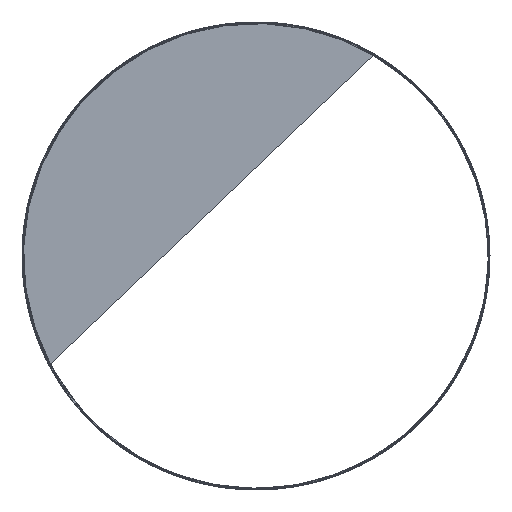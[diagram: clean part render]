
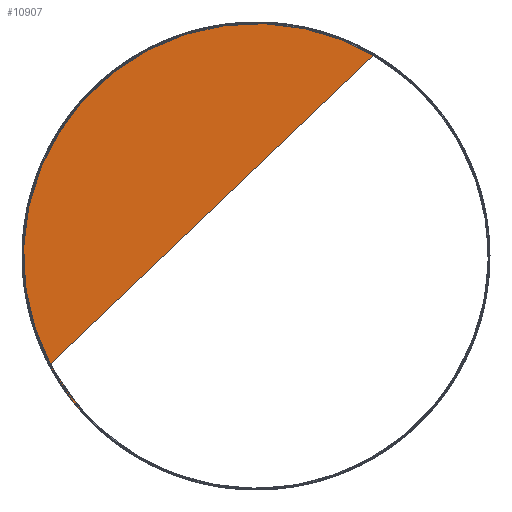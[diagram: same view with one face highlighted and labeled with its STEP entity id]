
A CAD part, front view. The second image highlights one B-rep face of the part: STEP entity #10907.
In plain terms, the highlighted planar face has unit normal (0, -1, 0).
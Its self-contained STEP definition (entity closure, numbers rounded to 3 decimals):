
#193=CARTESIAN_POINT('',(-279.627,0.,-146.76));
#194=VERTEX_POINT('',#193);
#1510=CARTESIAN_POINT('',(-234.344,0.,-211.689));
#1511=VERTEX_POINT('',#1510);
#1512=CARTESIAN_POINT('',(0.0,0.,0.0));
#1513=DIRECTION('',(0.0,1.0,0.0));
#1514=DIRECTION('',(-1.0,0.0,0.0));
#1515=AXIS2_PLACEMENT_3D('',#1512,#1513,#1514);
#1516=CIRCLE('',#1515,315.8);
#1517=EDGE_CURVE('',#194,#1511,#1516,.T.);
#4835=CARTESIAN_POINT('',(-279.184,0.,-146.527));
#4836=VERTEX_POINT('',#4835);
#6152=CARTESIAN_POINT('',(-279.184,0.,-146.527));
#6153=CARTESIAN_POINT('',(-279.258,0.,-146.566));
#6154=CARTESIAN_POINT('',(-279.332,0.,-146.605));
#6155=CARTESIAN_POINT('',(-279.479,0.,-146.682));
#6156=CARTESIAN_POINT('',(-279.553,0.,-146.721));
#6157=CARTESIAN_POINT('',(-279.627,0.,-146.76));
#6158=B_SPLINE_CURVE_WITH_KNOTS('',3,(#6152,#6153,#6154,#6155,#6156,#6157),.UNSPECIFIED.,.F.,.U.,(4,2,4),(-0.05,-0.025,0.0),.UNSPECIFIED.);
#6159=EDGE_CURVE('',#4836,#194,#6158,.T.);
#6171=CARTESIAN_POINT('',(-277.755,0.,-149.219));
#6172=VERTEX_POINT('',#6171);
#7488=CARTESIAN_POINT('',(0.0,0.,0.0));
#7489=DIRECTION('',(0.0,-1.0,0.0));
#7490=DIRECTION('',(-1.0,0.0,0.0));
#7491=AXIS2_PLACEMENT_3D('',#7488,#7489,#7490);
#7492=CIRCLE('',#7491,315.3);
#7493=EDGE_CURVE('',#6172,#4836,#7492,.T.);
#9497=CARTESIAN_POINT('',(-278.195,0.,-149.456));
#9498=VERTEX_POINT('',#9497);
#10814=CARTESIAN_POINT('',(-278.195,0.,-149.456));
#10815=CARTESIAN_POINT('',(-278.122,0.,-149.416));
#10816=CARTESIAN_POINT('',(-278.049,0.,-149.377));
#10817=CARTESIAN_POINT('',(-277.902,0.,-149.298));
#10818=CARTESIAN_POINT('',(-277.828,0.,-149.258));
#10819=CARTESIAN_POINT('',(-277.755,0.,-149.219));
#10820=B_SPLINE_CURVE_WITH_KNOTS('',3,(#10814,#10815,#10816,#10817,#10818,#10819),.UNSPECIFIED.,.F.,.U.,(4,2,4),(-0.05,-0.025,0.0),.UNSPECIFIED.);
#10821=EDGE_CURVE('',#9498,#6172,#10820,.T.);
#10827=CARTESIAN_POINT('',(1000.0,0.,-1000.0));
#10828=DIRECTION('',(0.0,1.0,0.0));
#10829=DIRECTION('',(0.0,0.0,1.0));
#10830=AXIS2_PLACEMENT_3D('',#10827,#10828,#10829);
#10831=PLANE('',#10830);
#10832=ORIENTED_EDGE('',*,*,#1517,.F.);
#10833=ORIENTED_EDGE('',*,*,#6159,.F.);
#10834=ORIENTED_EDGE('',*,*,#7493,.F.);
#10835=ORIENTED_EDGE('',*,*,#10821,.F.);
#10836=CARTESIAN_POINT('',(-278.46,0.,-149.598));
#10837=VERTEX_POINT('',#10836);
#10838=CARTESIAN_POINT('',(-278.46,0.,-149.598));
#10839=CARTESIAN_POINT('',(-278.416,0.,-149.574));
#10840=CARTESIAN_POINT('',(-278.372,0.,-149.55));
#10841=CARTESIAN_POINT('',(-278.283,0.,-149.503));
#10842=CARTESIAN_POINT('',(-278.239,0.,-149.479));
#10843=CARTESIAN_POINT('',(-278.195,0.,-149.456));
#10844=B_SPLINE_CURVE_WITH_KNOTS('',3,(#10838,#10839,#10840,#10841,#10842,#10843),.UNSPECIFIED.,.F.,.U.,(4,2,4),(-0.03,-0.015,0.0),.UNSPECIFIED.);
#10845=EDGE_CURVE('',#10837,#9498,#10844,.T.);
#10846=ORIENTED_EDGE('',*,*,#10845,.F.);
#10847=CARTESIAN_POINT('',(-270.342,0.,-166.116));
#10848=VERTEX_POINT('',#10847);
#10849=CARTESIAN_POINT('',(-270.342,0.,-166.116));
#10850=CARTESIAN_POINT('',(-274.465,0.,-159.407));
#10851=CARTESIAN_POINT('',(-277.276,0.,-153.643));
#10852=CARTESIAN_POINT('',(-278.314,0.,-150.723));
#10853=CARTESIAN_POINT('',(-278.461,0.,-150.275));
#10854=CARTESIAN_POINT('',(-278.52,0.,-149.883));
#10855=CARTESIAN_POINT('',(-278.528,0.,-149.799));
#10856=CARTESIAN_POINT('',(-278.519,0.,-149.705));
#10857=CARTESIAN_POINT('',(-278.514,0.,-149.677));
#10858=CARTESIAN_POINT('',(-278.499,0.,-149.64));
#10859=CARTESIAN_POINT('',(-278.493,0.,-149.628));
#10860=CARTESIAN_POINT('',(-278.477,0.,-149.609));
#10861=CARTESIAN_POINT('',(-278.469,0.,-149.603));
#10862=CARTESIAN_POINT('',(-278.46,0.,-149.598));
#10863=B_SPLINE_CURVE_WITH_KNOTS('',3,(#10849,#10850,#10851,#10852,#10853,#10854,#10855,#10856,#10857,#10858,#10859,#10860,#10861,#10862),.UNSPECIFIED.,.F.,.U.,(4,2,2,2,2,2,4),(-0.759,-0.119,-0.036,-0.015,-0.007,-0.003,0.0),.UNSPECIFIED.);
#10864=EDGE_CURVE('',#10848,#10837,#10863,.T.);
#10865=ORIENTED_EDGE('',*,*,#10864,.F.);
#10866=CARTESIAN_POINT('',(-247.391,0.,-198.689));
#10867=VERTEX_POINT('',#10866);
#10868=CARTESIAN_POINT('',(0.0,0.,0.0));
#10869=DIRECTION('',(0.0,1.0,0.0));
#10870=DIRECTION('',(-1.0,0.0,0.0));
#10871=AXIS2_PLACEMENT_3D('',#10868,#10869,#10870);
#10872=CIRCLE('',#10871,317.3);
#10873=EDGE_CURVE('',#10867,#10848,#10872,.T.);
#10874=ORIENTED_EDGE('',*,*,#10873,.F.);
#10875=CARTESIAN_POINT('',(-234.567,0.,-211.89));
#10876=VERTEX_POINT('',#10875);
#10877=CARTESIAN_POINT('',(-234.567,0.,-211.89));
#10878=CARTESIAN_POINT('',(-234.575,0.,-211.897));
#10879=CARTESIAN_POINT('',(-234.583,0.,-211.902));
#10880=CARTESIAN_POINT('',(-234.603,0.,-211.91));
#10881=CARTESIAN_POINT('',(-234.614,0.,-211.912));
#10882=CARTESIAN_POINT('',(-234.653,0.,-211.916));
#10883=CARTESIAN_POINT('',(-234.684,0.,-211.911));
#10884=CARTESIAN_POINT('',(-234.795,0.,-211.883));
#10885=CARTESIAN_POINT('',(-234.892,0.,-211.834));
#10886=CARTESIAN_POINT('',(-235.244,0.,-211.633));
#10887=CARTESIAN_POINT('',(-235.58,0.,-211.373));
#10888=CARTESIAN_POINT('',(-236.58,0.,-210.558));
#10889=CARTESIAN_POINT('',(-237.58,0.,-209.632));
#10890=CARTESIAN_POINT('',(-241.171,0.,-206.021));
#10891=CARTESIAN_POINT('',(-244.179,0.,-202.687));
#10892=CARTESIAN_POINT('',(-247.391,0.,-198.689));
#10893=B_SPLINE_CURVE_WITH_KNOTS('',3,(#10877,#10878,#10879,#10880,#10881,#10882,#10883,#10884,#10885,#10886,#10887,#10888,#10889,#10890,#10891,#10892),.UNSPECIFIED.,.F.,.U.,(4,2,2,2,2,2,2,4),(-2.718,-2.706,-2.693,-2.661,-2.574,-2.303,-1.538,0.0),.UNSPECIFIED.);
#10894=EDGE_CURVE('',#10876,#10867,#10893,.T.);
#10895=ORIENTED_EDGE('',*,*,#10894,.F.);
#10896=CARTESIAN_POINT('',(-234.344,0.,-211.689));
#10897=CARTESIAN_POINT('',(-234.381,0.,-211.723));
#10898=CARTESIAN_POINT('',(-234.419,0.,-211.756));
#10899=CARTESIAN_POINT('',(-234.493,0.,-211.823));
#10900=CARTESIAN_POINT('',(-234.53,0.,-211.857));
#10901=CARTESIAN_POINT('',(-234.567,0.,-211.89));
#10902=B_SPLINE_CURVE_WITH_KNOTS('',3,(#10896,#10897,#10898,#10899,#10900,#10901),.UNSPECIFIED.,.F.,.U.,(4,2,4),(-0.03,-0.015,0.0),.UNSPECIFIED.);
#10903=EDGE_CURVE('',#1511,#10876,#10902,.T.);
#10904=ORIENTED_EDGE('',*,*,#10903,.F.);
#10905=EDGE_LOOP('',(#10832,#10833,#10834,#10835,#10846,#10865,#10874,#10895,#10904));
#10906=FACE_OUTER_BOUND('',#10905,.T.);
#10907=ADVANCED_FACE('',(#10906),#10831,.F.);
